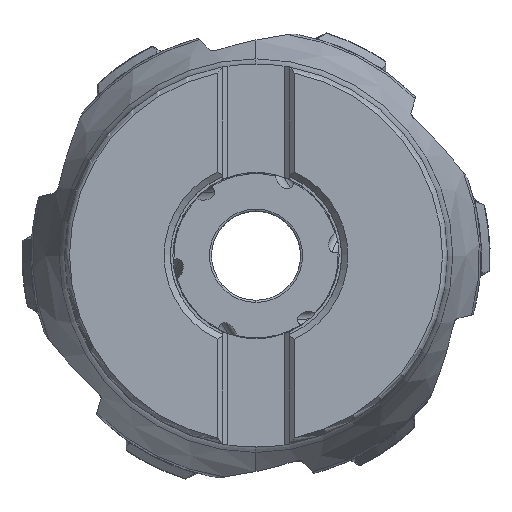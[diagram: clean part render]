
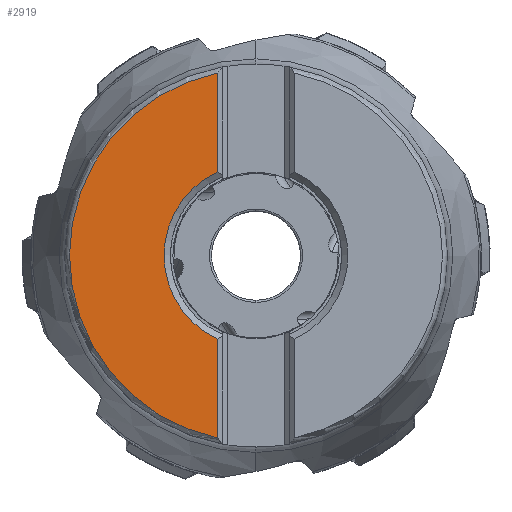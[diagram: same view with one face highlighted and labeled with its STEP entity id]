
A CAD part, top view. The second image highlights one B-rep face of the part: STEP entity #2919.
In plain terms, the highlighted planar face has unit normal (0, 0, 1).
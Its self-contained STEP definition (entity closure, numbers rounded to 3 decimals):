
#299=PLANE('',#16466);
#1329=LINE('',#30094,#2012);
#1330=LINE('',#30098,#2013);
#2012=VECTOR('',#19876,1.);
#2013=VECTOR('',#19879,1.);
#2919=ADVANCED_FACE('',(#3820),#299,.F.);
#3820=FACE_OUTER_BOUND('',#4666,.T.);
#4666=EDGE_LOOP('',(#8906,#8907,#8908,#8909,#8910));
#5382=CIRCLE('',#16462,35.629);
#5383=CIRCLE('',#16463,35.629);
#5384=CIRCLE('',#16465,17.575);
#8906=ORIENTED_EDGE('',*,*,#13712,.F.);
#8907=ORIENTED_EDGE('',*,*,#13713,.F.);
#8908=ORIENTED_EDGE('',*,*,#13714,.F.);
#8909=ORIENTED_EDGE('',*,*,#13711,.F.);
#8910=ORIENTED_EDGE('',*,*,#13710,.F.);
#11622=VERTEX_POINT('',#30068);
#11626=VERTEX_POINT('',#30089);
#11627=VERTEX_POINT('',#30091);
#11628=VERTEX_POINT('',#30095);
#11629=VERTEX_POINT('',#30097);
#13710=EDGE_CURVE('',#11626,#11627,#5382,.T.);
#13711=EDGE_CURVE('',#11627,#11622,#5383,.T.);
#13712=EDGE_CURVE('',#11628,#11626,#1329,.T.);
#13713=EDGE_CURVE('',#11629,#11628,#5384,.T.);
#13714=EDGE_CURVE('',#11622,#11629,#1330,.T.);
#16462=AXIS2_PLACEMENT_3D('',#30090,#19870,#19871);
#16463=AXIS2_PLACEMENT_3D('',#30092,#19872,#19873);
#16465=AXIS2_PLACEMENT_3D('',#30096,#19877,#19878);
#16466=AXIS2_PLACEMENT_3D('',#30099,#19880,#19881);
#19870=DIRECTION('',(0.,0.,-1.));
#19871=DIRECTION('',(-0.206,-0.978,0.));
#19872=DIRECTION('',(0.,0.,-1.));
#19873=DIRECTION('',(-1.,0.002,0.));
#19876=DIRECTION('',(0.,-1.,0.));
#19877=DIRECTION('',(0.,0.,1.));
#19878=DIRECTION('',(-0.418,0.908,0.));
#19879=DIRECTION('',(0.,-1.,0.));
#19880=DIRECTION('',(0.,0.,-1.));
#19881=DIRECTION('',(1.,0.,0.));
#30068=CARTESIAN_POINT('',(-7.35,34.862,0.));
#30089=CARTESIAN_POINT('',(-7.35,-34.862,0.));
#30090=CARTESIAN_POINT('',(0.,0.,0.));
#30091=CARTESIAN_POINT('',(-35.628,0.084,0.));
#30092=CARTESIAN_POINT('',(0.,0.,0.));
#30094=CARTESIAN_POINT('',(-7.35,-15.964,0.));
#30095=CARTESIAN_POINT('',(-7.35,-15.964,0.));
#30096=CARTESIAN_POINT('',(0.,0.,0.));
#30097=CARTESIAN_POINT('',(-7.35,15.964,0.));
#30098=CARTESIAN_POINT('',(-7.35,34.862,0.));
#30099=CARTESIAN_POINT('',(50.,53.674,0.));
